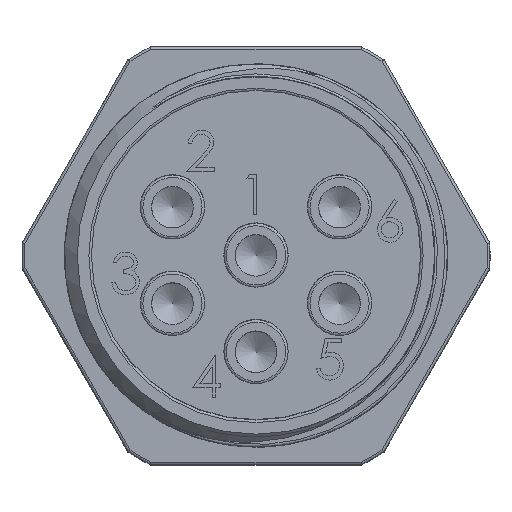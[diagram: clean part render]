
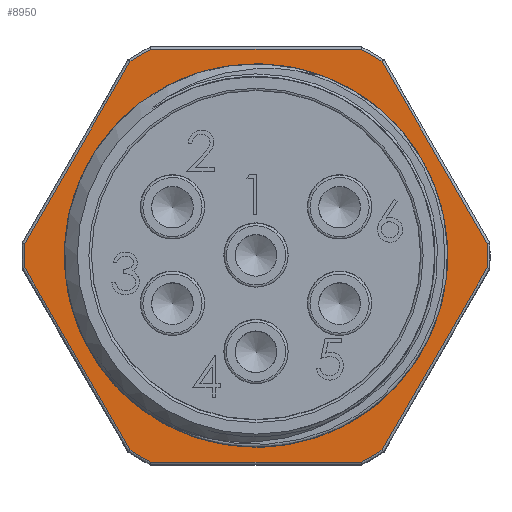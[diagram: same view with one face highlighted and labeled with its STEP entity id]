
A CAD part, top view. The second image highlights one B-rep face of the part: STEP entity #8950.
In plain terms, the highlighted planar face has unit normal (0, 0, 1).
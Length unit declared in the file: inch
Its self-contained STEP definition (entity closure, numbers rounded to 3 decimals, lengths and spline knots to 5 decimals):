
#94=PLANE($,#9700);
#547=LINE($,#21497,#912);
#548=LINE($,#21501,#913);
#549=LINE($,#21505,#914);
#550=LINE($,#21509,#915);
#551=LINE($,#21512,#916);
#552=LINE($,#21514,#917);
#912=VECTOR($,#11029,0.40841);
#913=VECTOR($,#11032,0.40841);
#914=VECTOR($,#11035,0.40841);
#915=VECTOR($,#11038,0.40841);
#916=VECTOR($,#11041,0.40841);
#917=VECTOR($,#11042,0.40841);
#1605=FACE_BOUND($,#2674,.T.);
#1994=FACE_OUTER_BOUND($,#2673,.T.);
#2673=EDGE_LOOP($,(#6595,#6596,#6597,#6598,#6599,#6600,#6601,#6602,#6603,
#6604,#6605,#6606));
#2674=EDGE_LOOP($,(#6607));
#3611=CIRCLE($,#9594,0.363);
#3631=CIRCLE($,#9624,0.45);
#3672=CIRCLE($,#9701,0.45);
#3673=CIRCLE($,#9702,0.45);
#3674=CIRCLE($,#9703,0.45);
#3675=CIRCLE($,#9704,0.45);
#3676=CIRCLE($,#9705,0.45);
#4151=VERTEX_POINT($,#13607);
#4171=VERTEX_POINT($,#13657);
#4172=VERTEX_POINT($,#13658);
#4306=VERTEX_POINT($,#21495);
#4307=VERTEX_POINT($,#21496);
#4308=VERTEX_POINT($,#21498);
#4309=VERTEX_POINT($,#21500);
#4310=VERTEX_POINT($,#21502);
#4311=VERTEX_POINT($,#21504);
#4312=VERTEX_POINT($,#21506);
#4313=VERTEX_POINT($,#21508);
#4314=VERTEX_POINT($,#21510);
#4315=VERTEX_POINT($,#21513);
#5101=EDGE_CURVE($,#4151,#4151,#3611,.T.);
#5121=EDGE_CURVE($,#4171,#4172,#3631,.T.);
#5269=EDGE_CURVE($,#4306,#4307,#547,.T.);
#5270=EDGE_CURVE($,#4307,#4308,#3672,.T.);
#5271=EDGE_CURVE($,#4308,#4309,#548,.T.);
#5272=EDGE_CURVE($,#4309,#4310,#3673,.T.);
#5273=EDGE_CURVE($,#4310,#4311,#549,.T.);
#5274=EDGE_CURVE($,#4311,#4312,#3674,.T.);
#5275=EDGE_CURVE($,#4312,#4313,#550,.T.);
#5276=EDGE_CURVE($,#4313,#4314,#3675,.T.);
#5277=EDGE_CURVE($,#4314,#4171,#551,.T.);
#5278=EDGE_CURVE($,#4172,#4315,#552,.T.);
#5279=EDGE_CURVE($,#4315,#4306,#3676,.T.);
#6595=ORIENTED_EDGE($,*,*,#5269,.T.);
#6596=ORIENTED_EDGE($,*,*,#5270,.T.);
#6597=ORIENTED_EDGE($,*,*,#5271,.T.);
#6598=ORIENTED_EDGE($,*,*,#5272,.T.);
#6599=ORIENTED_EDGE($,*,*,#5273,.T.);
#6600=ORIENTED_EDGE($,*,*,#5274,.T.);
#6601=ORIENTED_EDGE($,*,*,#5275,.T.);
#6602=ORIENTED_EDGE($,*,*,#5276,.T.);
#6603=ORIENTED_EDGE($,*,*,#5277,.T.);
#6604=ORIENTED_EDGE($,*,*,#5121,.T.);
#6605=ORIENTED_EDGE($,*,*,#5278,.T.);
#6606=ORIENTED_EDGE($,*,*,#5279,.T.);
#6607=ORIENTED_EDGE($,*,*,#5101,.T.);
#8950=ADVANCED_FACE($,(#1994,#1605),#94,.F.);
#9594=AXIS2_PLACEMENT_3D($,#13608,#10812,#10813);
#9624=AXIS2_PLACEMENT_3D($,#13659,#10872,#10873);
#9700=AXIS2_PLACEMENT_3D($,#21494,#11027,#11028);
#9701=AXIS2_PLACEMENT_3D($,#21499,#11030,#11031);
#9702=AXIS2_PLACEMENT_3D($,#21503,#11033,#11034);
#9703=AXIS2_PLACEMENT_3D($,#21507,#11036,#11037);
#9704=AXIS2_PLACEMENT_3D($,#21511,#11039,#11040);
#9705=AXIS2_PLACEMENT_3D($,#21515,#11043,#11044);
#10812=DIRECTION('center_axis',(0.,0.,-1.));
#10813=DIRECTION('ref_axis',(-1.,0.,0.));
#10872=DIRECTION('center_axis',(0.,0.,1.));
#10873=DIRECTION('ref_axis',(-1.,0.,0.));
#11027=DIRECTION('center_axis',(0.,0.,-1.));
#11028=DIRECTION('ref_axis',(-1.,0.,0.));
#11029=DIRECTION($,(1.,0.,0.));
#11030=DIRECTION('center_axis',(0.,0.,1.));
#11031=DIRECTION('ref_axis',(-1.,0.,0.));
#11032=DIRECTION($,(0.5,0.866,0.));
#11033=DIRECTION('center_axis',(0.,0.,1.));
#11034=DIRECTION('ref_axis',(-1.,0.,0.));
#11035=DIRECTION($,(-0.5,0.866,0.));
#11036=DIRECTION('center_axis',(0.,0.,1.));
#11037=DIRECTION('ref_axis',(-1.,0.,0.));
#11038=DIRECTION($,(-1.,0.,0.));
#11039=DIRECTION('center_axis',(0.,0.,1.));
#11040=DIRECTION('ref_axis',(-1.,0.,0.));
#11041=DIRECTION($,(-0.5,-0.866,0.));
#11042=DIRECTION($,(0.5,-0.866,0.));
#11043=DIRECTION('center_axis',(0.,0.,1.));
#11044=DIRECTION('ref_axis',(-1.,0.,0.));
#13607=CARTESIAN_POINT('',(-0.363,0.,0.25));
#13608=CARTESIAN_POINT('Origin',(0.,0.,
0.25));
#13657=CARTESIAN_POINT('',(-0.44938,0.02365,0.25));
#13658=CARTESIAN_POINT('',(-0.44938,-0.02365,0.25));
#13659=CARTESIAN_POINT('Origin',(0.,0.,0.25));
#21494=CARTESIAN_POINT('Origin',(-0.2344,0.406,0.25));
#21495=CARTESIAN_POINT('',(-0.2042,-0.401,0.25));
#21496=CARTESIAN_POINT('',(0.2042,-0.401,0.25));
#21497=CARTESIAN_POINT($,(0.2054,-0.401,0.25));
#21498=CARTESIAN_POINT('',(0.24517,-0.37735,0.25));
#21499=CARTESIAN_POINT('Origin',(0.,0.,0.25));
#21500=CARTESIAN_POINT('',(0.44938,-0.02365,0.25));
#21501=CARTESIAN_POINT($,(0.44998,-0.02262,0.25));
#21502=CARTESIAN_POINT('',(0.44938,0.02365,0.25));
#21503=CARTESIAN_POINT('Origin',(0.,0.,0.25));
#21504=CARTESIAN_POINT('',(0.24517,0.37735,0.25));
#21505=CARTESIAN_POINT($,(0.24458,0.37838,0.25));
#21506=CARTESIAN_POINT('',(0.2042,0.401,0.25));
#21507=CARTESIAN_POINT('Origin',(0.,0.,0.25));
#21508=CARTESIAN_POINT('',(-0.2042,0.401,0.25));
#21509=CARTESIAN_POINT($,(-0.2054,0.401,0.25));
#21510=CARTESIAN_POINT('',(-0.24517,0.37735,0.25));
#21511=CARTESIAN_POINT('Origin',(0.,0.,0.25));
#21512=CARTESIAN_POINT($,(-0.44998,0.02262,0.25));
#21513=CARTESIAN_POINT('',(-0.24517,-0.37735,0.25));
#21514=CARTESIAN_POINT($,(-0.24458,-0.37838,0.25));
#21515=CARTESIAN_POINT('Origin',(0.,0.,0.25));
